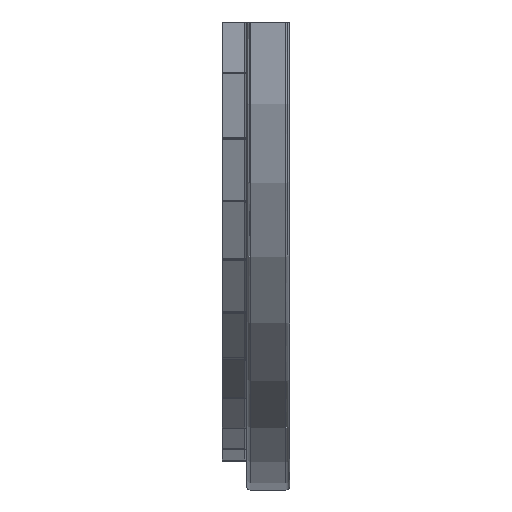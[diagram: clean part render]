
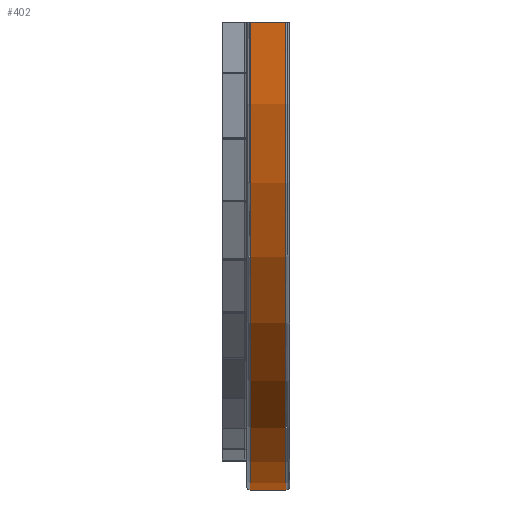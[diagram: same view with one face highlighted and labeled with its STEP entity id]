
A CAD part, left-side view. The second image highlights one B-rep face of the part: STEP entity #402.
In plain terms, the highlighted cylindrical face has radius 389 mm (diameter 778 mm), a partial arc.
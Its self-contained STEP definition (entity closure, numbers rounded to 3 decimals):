
#146=CYLINDRICAL_SURFACE('',#5943,389.);
#402=ADVANCED_FACE('',(#846),#146,.T.);
#846=FACE_OUTER_BOUND('',#1196,.T.);
#1196=EDGE_LOOP('',(#2739,#2740,#2741,#2742));
#1581=LINE('',#8732,#2025);
#1596=LINE('',#8966,#2040);
#2025=VECTOR('',#6708,1.);
#2040=VECTOR('',#6735,1.);
#2739=ORIENTED_EDGE('',*,*,#4875,.T.);
#2740=ORIENTED_EDGE('',*,*,#4732,.T.);
#2741=ORIENTED_EDGE('',*,*,#4876,.F.);
#2742=ORIENTED_EDGE('',*,*,#4702,.T.);
#4205=VERTEX_POINT('',#8731);
#4206=VERTEX_POINT('',#8733);
#4231=VERTEX_POINT('',#8965);
#4232=VERTEX_POINT('',#8967);
#4702=EDGE_CURVE('',#4206,#4205,#1581,.T.);
#4732=EDGE_CURVE('',#4232,#4231,#1596,.T.);
#4875=EDGE_CURVE('',#4205,#4232,#5537,.T.);
#4876=EDGE_CURVE('',#4206,#4231,#5538,.T.);
#5537=CIRCLE('',#5940,389.);
#5538=CIRCLE('',#5942,389.);
#5940=AXIS2_PLACEMENT_3D('',#9304,#6954,#6955);
#5942=AXIS2_PLACEMENT_3D('',#9306,#6958,#6959);
#5943=AXIS2_PLACEMENT_3D('',#9307,#6960,#6961);
#6708=DIRECTION('',(0.,-1.,0.));
#6735=DIRECTION('',(0.,1.,0.));
#6954=DIRECTION('',(0.,1.,0.));
#6955=DIRECTION('',(0.,0.,1.));
#6958=DIRECTION('',(0.,1.,0.));
#6959=DIRECTION('',(0.,0.,1.));
#6960=DIRECTION('',(0.,1.,0.));
#6961=DIRECTION('',(0.,0.,1.));
#8731=CARTESIAN_POINT('',(388.946,2.,-6.5));
#8732=CARTESIAN_POINT('',(388.946,0.,-6.5));
#8733=CARTESIAN_POINT('',(388.946,31.,-6.5));
#8965=CARTESIAN_POINT('',(-388.946,31.,-6.5));
#8966=CARTESIAN_POINT('',(-388.946,0.,-6.5));
#8967=CARTESIAN_POINT('',(-388.946,2.,-6.5));
#9304=CARTESIAN_POINT('',(0.,2.,0.));
#9306=CARTESIAN_POINT('',(0.,31.,0.));
#9307=CARTESIAN_POINT('',(0.,0.,0.));
